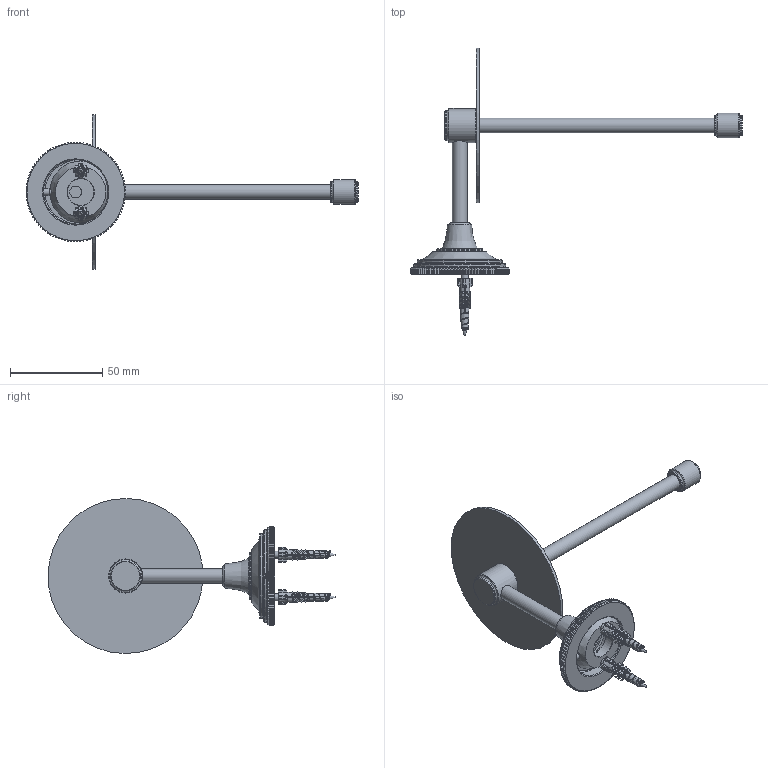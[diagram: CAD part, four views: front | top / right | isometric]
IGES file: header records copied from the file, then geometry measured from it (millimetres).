
Global section: file name: No Iges File Name specified; native system: Autodesk Inventor 2012; preprocessor: AutoDesk Inventor Iges Exporter R2012; author: adaniels; date: 20130319.120953; units: millimetre
Bounding box: 180.29 x 156.31 x 84.12 mm (x, y, z)
Volume: 42581.4 mm3; surface area: 33012.6 mm2
Topology: 12 solids, 12 shells, 1096 faces, 2745 edges, 1675 vertices
Faces by surface type: plane 645, cone 211, cylinder 137, revolution 82, torus 16, bspline 5
Full cylindrical faces by diameter (mm): 3.92 x2, 4 x1, 6.35 x1, 7.938 x1, 7.94 x1, 8.2 x2, 11.1 x2, 13.5 x1, 16.1 x1, 18.5 x1, 25 x1, 46 x1, 50 x1, 84.14 x1
